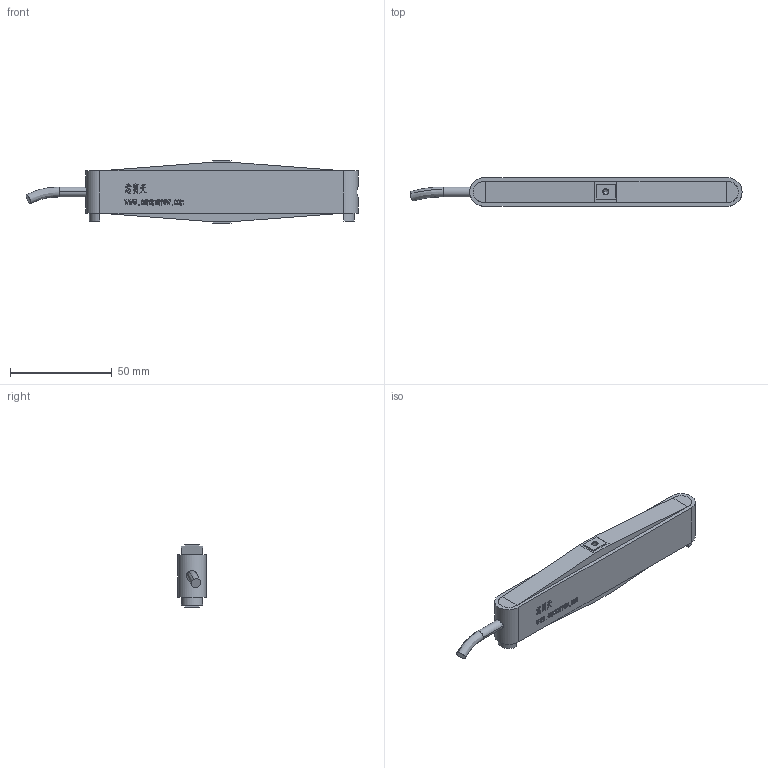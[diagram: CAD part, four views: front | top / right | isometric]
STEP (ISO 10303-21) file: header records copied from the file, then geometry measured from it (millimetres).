
FILE_DESCRIPTION (( 'STEP AP203' ), '1' );
FILE_NAME ('NAC2645-STEP-Drawing-2022.03.29.STEP', '2022-03-29T02:49:16', ( '' ), ( '' ), 'SwSTEP 2.0', 'SolidWorks 2016', '' );
FILE_SCHEMA (( 'CONFIG_CONTROL_DESIGN' ));
Length unit declared in the file: millimetre
Products named in the file (1): NAC2645-STEP-Drawing-2022.03.29
Bounding box: 163.1 x 14 x 30.55 mm (x, y, z)
Volume: 44370.2 mm3; surface area: 23542.8 mm2
Topology: 3 solids, 3 shells, 626 faces, 1742 edges, 1152 vertices
Faces by surface type: plane 367, bspline 214, cylinder 29, cone 16
Entity records: 31113 total; most frequent: CARTESIAN_POINT 16477, ORIENTED_EDGE 3468, DIRECTION 2178, EDGE_CURVE 1734, LINE 1212, VECTOR 1212, VERTEX_POINT 1152, EDGE_LOOP 670
